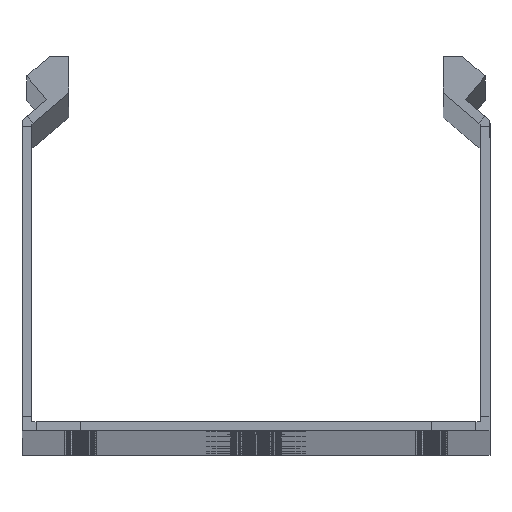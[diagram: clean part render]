
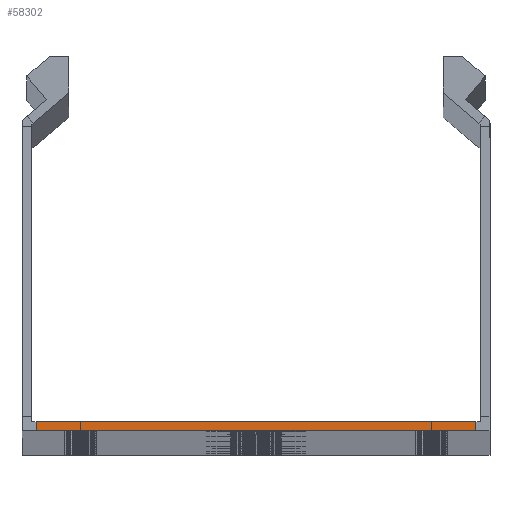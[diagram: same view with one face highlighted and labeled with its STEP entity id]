
A CAD part, top view. The second image highlights one B-rep face of the part: STEP entity #58302.
In plain terms, the highlighted planar face has unit normal (0, 0, 1).
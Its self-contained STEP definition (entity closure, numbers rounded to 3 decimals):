
#3750 = EDGE_CURVE ( 'NONE', #30415, #13817, #18993, .T. ) ;
#8486 = CARTESIAN_POINT ( 'NONE',  ( -47., 0., 1500. ) ) ;
#8993 = VECTOR ( 'NONE', #36696, 1000. ) ;
#9394 = CARTESIAN_POINT ( 'NONE',  ( 48., 3., 1500. ) ) ;
#11647 = EDGE_CURVE ( 'NONE', #27202, #13817, #22815, .T. ) ;
#11748 = VECTOR ( 'NONE', #27334, 1000. ) ;
#13817 = VERTEX_POINT ( 'NONE', #8486 ) ;
#14647 = AXIS2_PLACEMENT_3D ( 'NONE', #9394, #24168, #45827 ) ;
#18993 = LINE ( 'NONE', #45230, #32108 ) ;
#19143 = PLANE ( 'NONE',  #14647 ) ;
#22815 = LINE ( 'NONE', #47184, #8993 ) ;
#24168 = DIRECTION ( 'NONE',  ( 0., 0., 1. ) ) ;
#26262 = ORIENTED_EDGE ( 'NONE', *, *, #11647, .F. ) ;
#27202 = VERTEX_POINT ( 'NONE', #37655 ) ;
#27334 = DIRECTION ( 'NONE',  ( -1., 0., 0. ) ) ;
#29412 = EDGE_LOOP ( 'NONE', ( #26262, #52111, #53936, #44999 ) ) ;
#30415 = VERTEX_POINT ( 'NONE', #38435 ) ;
#32108 = VECTOR ( 'NONE', #50682, 1000. ) ;
#32143 = CARTESIAN_POINT ( 'NONE',  ( -50., 2., 1500. ) ) ;
#36696 = DIRECTION ( 'NONE',  ( -1., 0., 0. ) ) ;
#37655 = CARTESIAN_POINT ( 'NONE',  ( 47., 0., 1500. ) ) ;
#38435 = CARTESIAN_POINT ( 'NONE',  ( -47., 2., 1500. ) ) ;
#38591 = FACE_OUTER_BOUND ( 'NONE', #29412, .T. ) ;
#44017 = CARTESIAN_POINT ( 'NONE',  ( 47., 0., 1500. ) ) ;
#44161 = CARTESIAN_POINT ( 'NONE',  ( 47., 2., 1500. ) ) ;
#44999 = ORIENTED_EDGE ( 'NONE', *, *, #3750, .T. ) ;
#45063 = EDGE_CURVE ( 'NONE', #45499, #30415, #63911, .T. ) ;
#45230 = CARTESIAN_POINT ( 'NONE',  ( -47., 2., 1500. ) ) ;
#45499 = VERTEX_POINT ( 'NONE', #44161 ) ;
#45827 = DIRECTION ( 'NONE',  ( 1., 0., 0. ) ) ;
#47184 = CARTESIAN_POINT ( 'NONE',  ( -50., 0., 1500. ) ) ;
#50682 = DIRECTION ( 'NONE',  ( 0., -1., 0. ) ) ;
#52111 = ORIENTED_EDGE ( 'NONE', *, *, #54267, .T. ) ;
#53936 = ORIENTED_EDGE ( 'NONE', *, *, #45063, .T. ) ;
#54267 = EDGE_CURVE ( 'NONE', #27202, #45499, #61292, .T. ) ;
#58302 = ADVANCED_FACE ( 'NONE', ( #38591 ), #19143, .T. ) ;
#59662 = VECTOR ( 'NONE', #64316, 1000. ) ;
#61292 = LINE ( 'NONE', #44017, #59662 ) ;
#63911 = LINE ( 'NONE', #32143, #11748 ) ;
#64316 = DIRECTION ( 'NONE',  ( 0., 1., 0. ) ) ;
